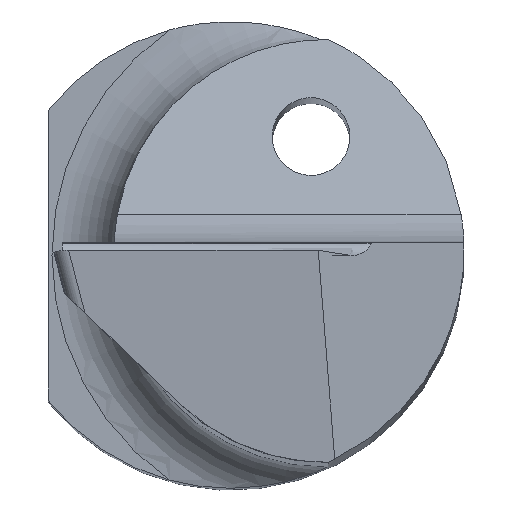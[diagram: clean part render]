
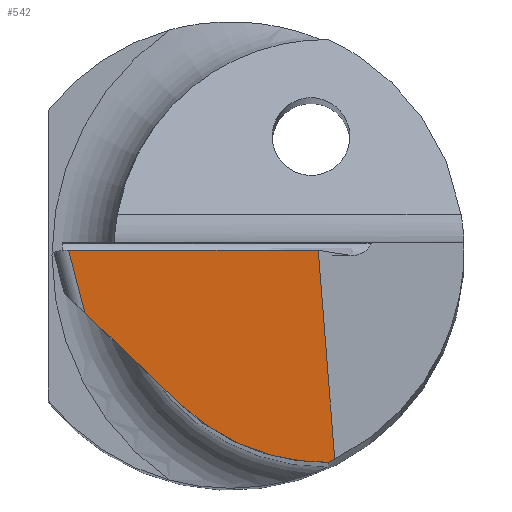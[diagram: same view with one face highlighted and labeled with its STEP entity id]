
A CAD part, top view. The second image highlights one B-rep face of the part: STEP entity #542.
In plain terms, the highlighted planar face has unit normal (0.138, -0.139, 0.981).
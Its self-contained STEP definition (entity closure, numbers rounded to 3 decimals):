
#11 = VERTEX_POINT ( 'NONE', #465 ) ;
#15 = ORIENTED_EDGE ( 'NONE', *, *, #140, .T. ) ;
#29 = CARTESIAN_POINT ( 'NONE',  ( -0.657, -1.97, 49.519 ) ) ;
#41 = DIRECTION ( 'NONE',  ( -0.99, 0., 0.139 ) ) ;
#45 = CARTESIAN_POINT ( 'NONE',  ( 1.337, -2.686, 49.137 ) ) ;
#48 = EDGE_CURVE ( 'NONE', #199, #451, #355, .T. ) ;
#69 = CARTESIAN_POINT ( 'NONE',  ( -2.086, 0., 49.999 ) ) ;
#140 = EDGE_CURVE ( 'NONE', #199, #331, #844, .T. ) ;
#142 = VECTOR ( 'NONE', #553, 1000. ) ;
#164 = CARTESIAN_POINT ( 'NONE',  ( 1.125, 0., 49.548 ) ) ;
#186 = CARTESIAN_POINT ( 'NONE',  ( 1.255, -2.725, 49.143 ) ) ;
#199 = VERTEX_POINT ( 'NONE', #585 ) ;
#222 = EDGE_CURVE ( 'NONE', #331, #11, #590, .T. ) ;
#224 = DIRECTION ( 'NONE',  ( 0., -0.99, -0.141 ) ) ;
#235 = CARTESIAN_POINT ( 'NONE',  ( -0.732, -1.899, 49.539 ) ) ;
#236 = CARTESIAN_POINT ( 'NONE',  ( -0.136, -2.468, 49.375 ) ) ;
#273 = EDGE_CURVE ( 'NONE', #613, #11, #763, .T. ) ;
#280 = FACE_OUTER_BOUND ( 'NONE', #678, .T. ) ;
#299 = DIRECTION ( 'NONE',  ( 0.709, -0.678, -0.196 ) ) ;
#300 = CARTESIAN_POINT ( 'NONE',  ( 1.282, -2.712, 49.141 ) ) ;
#311 = EDGE_CURVE ( 'NONE', #875, #451, #575, .T. ) ;
#331 = VERTEX_POINT ( 'NONE', #531 ) ;
#333 = ORIENTED_EDGE ( 'NONE', *, *, #222, .T. ) ;
#355 = LINE ( 'NONE', #632, #142 ) ;
#359 = DIRECTION ( 'NONE',  ( -0.078, 0.986, 0.151 ) ) ;
#364 = CARTESIAN_POINT ( 'NONE',  ( 1.117, 0.1, 49.563 ) ) ;
#379 = CARTESIAN_POINT ( 'NONE',  ( -2.399, 0., 50.043 ) ) ;
#390 = CARTESIAN_POINT ( 'NONE',  ( 1.255, -2.725, 49.143 ) ) ;
#414 = DIRECTION ( 'NONE',  ( 0.138, -0.139, 0.981 ) ) ;
#424 = AXIS2_PLACEMENT_3D ( 'NONE', #621, #414, #224 ) ;
#451 = VERTEX_POINT ( 'NONE', #69 ) ;
#465 = CARTESIAN_POINT ( 'NONE',  ( 1.255, -2.725, 49.143 ) ) ;
#531 = CARTESIAN_POINT ( 'NONE',  ( -0.657, -1.97, 49.519 ) ) ;
#539 = ORIENTED_EDGE ( 'NONE', *, *, #273, .F. ) ;
#542 = ADVANCED_FACE ( 'NONE', ( #280 ), #825, .T. ) ;
#553 = DIRECTION ( 'NONE',  ( -0.247, 0.954, 0.17 ) ) ;
#575 = LINE ( 'NONE', #379, #619 ) ;
#585 = CARTESIAN_POINT ( 'NONE',  ( -1.877, -0.804, 49.856 ) ) ;
#588 = EDGE_CURVE ( 'NONE', #613, #875, #702, .T. ) ;
#590 =( BOUNDED_CURVE ( )  B_SPLINE_CURVE ( 3, ( #29, #236, #649, #390 ),
 .UNSPECIFIED., .F., .F. ) 
 B_SPLINE_CURVE_WITH_KNOTS ( ( 4, 4 ),
 ( 4.74, 5.513 ),
 .UNSPECIFIED. ) 
 CURVE ( )  GEOMETRIC_REPRESENTATION_ITEM ( )  RATIONAL_B_SPLINE_CURVE ( ( 1., 0.951, 0.951, 1. ) ) 
 REPRESENTATION_ITEM ( '' )  );
#596 = ORIENTED_EDGE ( 'NONE', *, *, #311, .T. ) ;
#613 = VERTEX_POINT ( 'NONE', #697 ) ;
#619 = VECTOR ( 'NONE', #41, 1000. ) ;
#621 = CARTESIAN_POINT ( 'NONE',  ( -2.397, 0.1, 50.057 ) ) ;
#632 = CARTESIAN_POINT ( 'NONE',  ( -2.131, 0.174, 50.03 ) ) ;
#643 = CARTESIAN_POINT ( 'NONE',  ( 1.31, -2.699, 49.139 ) ) ;
#649 = CARTESIAN_POINT ( 'NONE',  ( 0.534, -2.733, 49.243 ) ) ;
#678 = EDGE_LOOP ( 'NONE', ( #15, #333, #539, #787, #596, #774 ) ) ;
#697 = CARTESIAN_POINT ( 'NONE',  ( 1.337, -2.686, 49.137 ) ) ;
#702 = LINE ( 'NONE', #364, #849 ) ;
#704 = VECTOR ( 'NONE', #299, 1000. ) ;
#763 =( BOUNDED_CURVE ( )  B_SPLINE_CURVE ( 3, ( #45, #643, #300, #186 ),
 .UNSPECIFIED., .F., .F. ) 
 B_SPLINE_CURVE_WITH_KNOTS ( ( 4, 4 ),
 ( 0.319, 0.349 ),
 .UNSPECIFIED. ) 
 CURVE ( )  GEOMETRIC_REPRESENTATION_ITEM ( )  RATIONAL_B_SPLINE_CURVE ( ( 1., 1., 1., 1. ) ) 
 REPRESENTATION_ITEM ( '' )  );
#774 = ORIENTED_EDGE ( 'NONE', *, *, #48, .F. ) ;
#787 = ORIENTED_EDGE ( 'NONE', *, *, #588, .T. ) ;
#825 = PLANE ( 'NONE',  #424 ) ;
#844 = LINE ( 'NONE', #235, #704 ) ;
#849 = VECTOR ( 'NONE', #359, 1000. ) ;
#875 = VERTEX_POINT ( 'NONE', #164 ) ;
